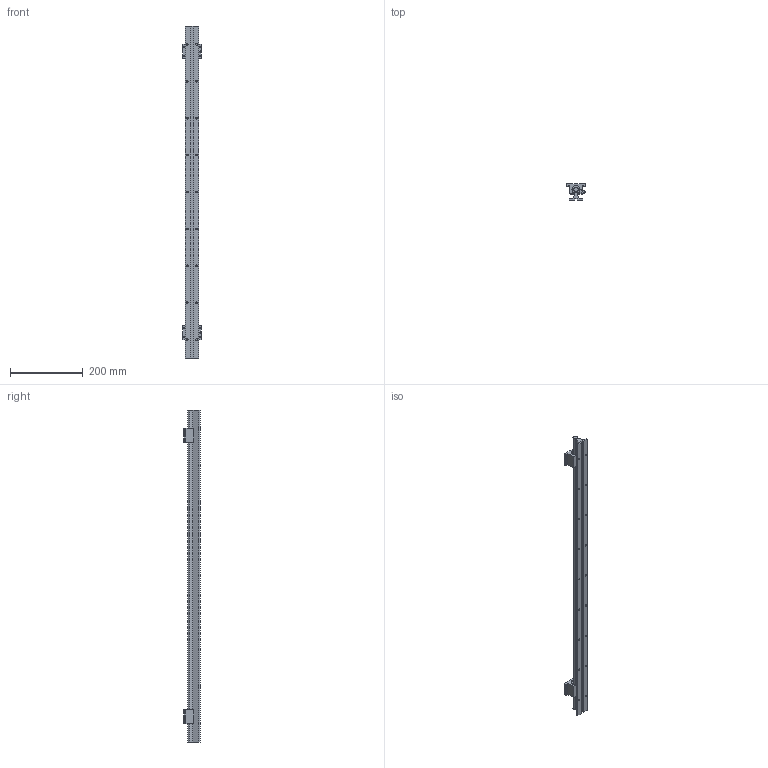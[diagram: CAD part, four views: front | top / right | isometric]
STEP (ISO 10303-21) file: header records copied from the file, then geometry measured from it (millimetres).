
FILE_DESCRIPTION (( 'STEP AP203' ), '1' );
FILE_NAME ('LARSB1-08L36C.step', '2022-08-29T21:37:34', ( '' ), ( '' ), 'SwSTEP 2.0', 'SolidWorks 2021', '' );
FILE_SCHEMA (( 'CONFIG_CONTROL_DESIGN' ));
Length unit declared in the file: inch
Products named in the file (3): LARSACC-004; LARSB1-08L36C; LARSB1-08L36C-RAIL
Assembly tree (3 placements, depth 2):
  LARSB1-08L36C
    LARSB1-08L36C-RAIL
    LARSACC-004  x2
Bounding box: 50.8 x 46.02 x 914.4 mm (x, y, z)
Volume: 496275.6 mm3; surface area: 170780.6 mm2
Topology: 4 solids, 4 shells, 228 faces, 634 edges, 420 vertices
Faces by surface type: plane 119, cylinder 93, cone 16
Entity records: 5243 total; most frequent: CARTESIAN_POINT 919, DIRECTION 848, ORIENTED_EDGE 820, EDGE_CURVE 410, AXIS2_PLACEMENT_3D 299, VERTEX_POINT 272, VECTOR 250, LINE 250
